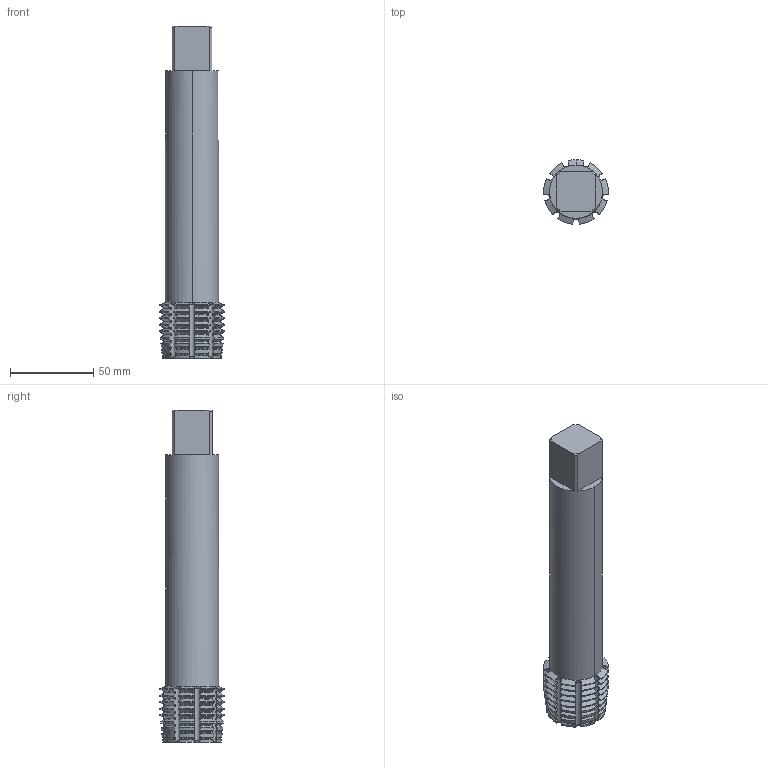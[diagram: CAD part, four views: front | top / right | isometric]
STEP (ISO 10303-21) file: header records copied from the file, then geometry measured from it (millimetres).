
FILE_DESCRIPTION(('no description'),'unknown implementation level');
FILE_NAME('solidm3n37r7GBOUsbCIYaeV5aCe41B0_1.STP',' ',('CIM GmbH Aachen'),('CADClick - KiM GmbH - www.kimweb.de'),'unknown preprocess','ACIS','unknown authorization');
FILE_SCHEMA(('automotive_design'));
Length unit declared in the file: millimetre
Products named in the file (2): 1; 2
Bounding box: 39 x 38.9 x 200 mm (x, y, z)
Volume: 160438.5 mm3; surface area: 31649.6 mm2
Topology: 2 solids, 2 shells, 621 faces, 1810 edges, 1193 vertices
Faces by surface type: cone 254, plane 179, cylinder 170, torus 18
Entity records: 43679 total; most frequent: CARTESIAN_POINT 7490, STYLED_ITEM 3626, PRESENTATION_STYLE_ASSIGNMENT 3626, COLOUR_RGB 3626, ORIENTED_EDGE 3620, DIRECTION 3189, EDGE_CURVE 1810, CURVE_STYLE 1810
